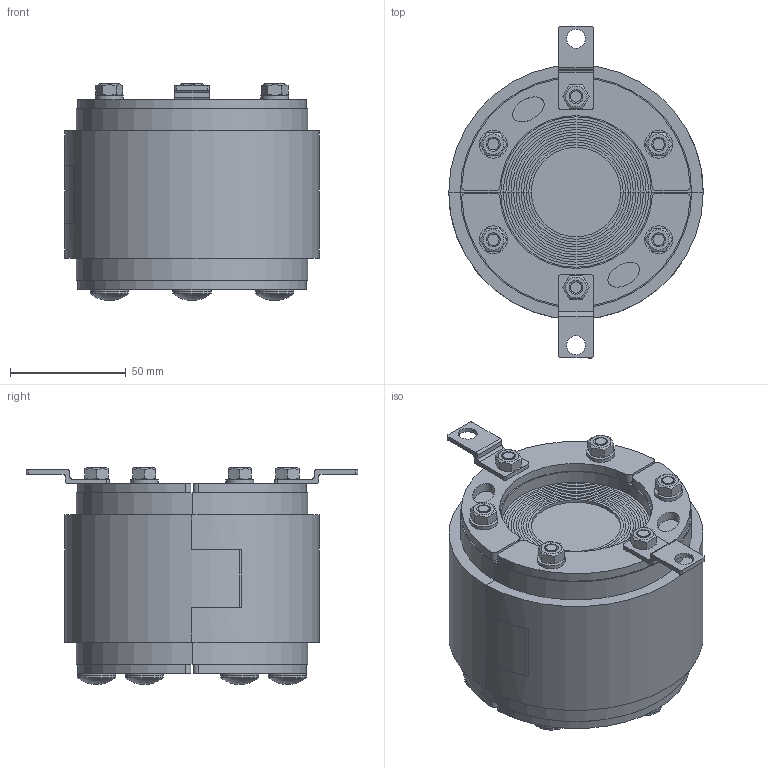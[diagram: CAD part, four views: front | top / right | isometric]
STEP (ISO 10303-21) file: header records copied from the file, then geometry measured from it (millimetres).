
FILE_DESCRIPTION(/* description */ (''),/* implementation_level */ '2;1');
FILE_NAME(/* name */ 'RS_110_UG.stp',/* time_stamp */ '2018-06-26T14:03:03+02:00',/* author */ ('se-tontor'),/* organization */ (''),/* preprocessor_version */ 'ST-DEVELOPER v16.1',/* originating_system */ 'Autodesk Inventor 2016',/* authorisation */ '');
FILE_SCHEMA (('AUTOMOTIVE_DESIGN { 1 0 10303 214 3 1 1 }'));
Length unit declared in the file: millimetre
Products named in the file (12): 100-059475; 100-055701; 100-055704; 100-055703; 100-055692; 100-006387; 100-002308; 100-001226; 100-001213; 100-114213-100; 100-051209-01; 100-117723
Assembly tree (35 placements, depth 3):
  100-117723
    100-059475
    100-055701  x4
    100-055692  x2
      100-055704
      100-055703
    100-006387  x6
    100-002308  x4
    100-001226  x6
    100-001213  x6
    100-114213-100  x2
    100-051209-01  x2
Bounding box: 110 x 143.5 x 93.79 mm (x, y, z)
Volume: 677424.9 mm3; surface area: 408452.9 mm2
Topology: 57 solids, 57 shells, 1821 faces, 4697 edges, 3110 vertices
Faces by surface type: plane 1308, bspline 266, cylinder 187, cone 54, sphere 6
Full cylindrical faces by diameter (mm): 4.917 x6, 5.5 x6, 6 x6, 6.2 x2, 6.4 x4, 8.2 x2, 12 x4, 16.5 x6, 16.55 x6, 39 x1
Entity records: 25987 total; most frequent: CARTESIAN_POINT 6157, ORIENTED_EDGE 4232, DIRECTION 3475, EDGE_CURVE 2116, LINE 1655, VECTOR 1655, VERTEX_POINT 1416, EDGE_LOOP 916
